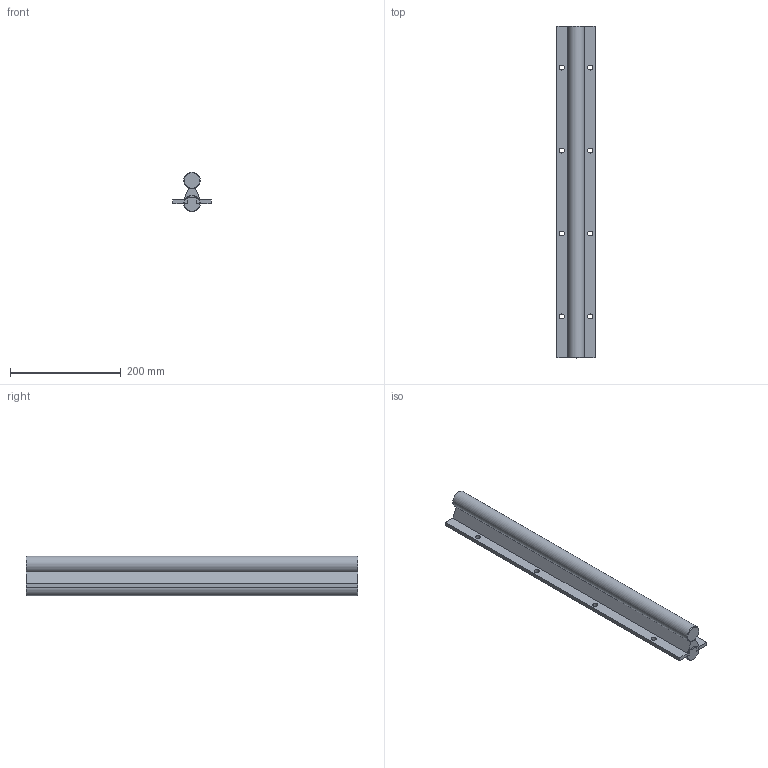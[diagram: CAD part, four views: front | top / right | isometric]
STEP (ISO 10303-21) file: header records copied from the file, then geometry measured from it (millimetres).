
FILE_DESCRIPTION( ( 'STEP AP214' ), '1' );
FILE_NAME( 'STSN-30-T1-As.stp', '2010-08-04T11:53:42', ( ' ' ), ( ' ' ), 'XStep 1.0', ' ', ' ' );
FILE_SCHEMA( ( 'CONFIG_CONTROL_DESIGN) ( )' ) );
Length unit declared in the file: metre
Products named in the file (3): Assem1; STSN-30-T1; As-30
Bounding box: 69 x 600 x 72 mm (x, y, z)
Volume: 1709291.3 mm3; surface area: 362944.5 mm2
Topology: 4 solids, 4 shells, 68 faces, 196 edges, 128 vertices
Faces by surface type: cylinder 36, plane 30, cone 2
Full cylindrical faces by diameter (mm): 9 x16, 11 x8, 30 x2
Entity records: 1405 total; most frequent: CARTESIAN_POINT 492, DIRECTION 166, ORIENTED_EDGE 150, EDGE_CURVE 75, EDGE_LOOP 68, AXIS2_PLACEMENT_3D 62, VERTEX_POINT 55, FACE_OUTER_BOUND 47
